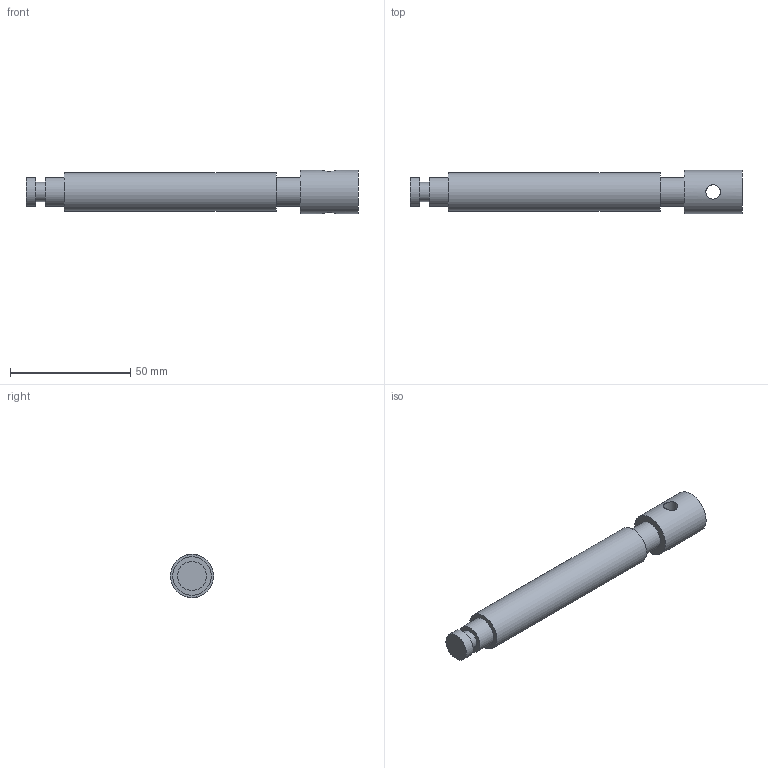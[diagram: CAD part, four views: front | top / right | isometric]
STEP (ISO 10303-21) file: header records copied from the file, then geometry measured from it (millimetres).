
FILE_DESCRIPTION(/* description */ (''),/* implementation_level */ '2;1');
FILE_NAME(/* name */ 'haste_roscada.stp',/* time_stamp */ '2022-03-20T17:55:31-03:00',/* author */ ('Korch'),/* organization */ (''),/* preprocessor_version */ 'ST-DEVELOPER v18.1',/* originating_system */ 'Autodesk Inventor 2022',/* authorisation */ '');
FILE_SCHEMA (('AUTOMOTIVE_DESIGN { 1 0 10303 214 3 1 1 }'));
Length unit declared in the file: millimetre
Products named in the file (1): haste_roscada
Bounding box: 138 x 18 x 18 mm (x, y, z)
Volume: 25988.2 mm3; surface area: 7793.3 mm2
Topology: 1 solids, 1 shells, 14 faces, 23 edges, 16 vertices
Faces by surface type: cylinder 7, plane 7
Full cylindrical faces by diameter (mm): 6 x1, 8 x1, 12 x3, 16 x1, 18 x1
Entity records: 442 total; most frequent: CARTESIAN_POINT 122, DIRECTION 61, ORIENTED_EDGE 46, AXIS2_PLACEMENT_3D 27, EDGE_CURVE 23, EDGE_LOOP 21, VERTEX_POINT 16, FACE_OUTER_BOUND 14
